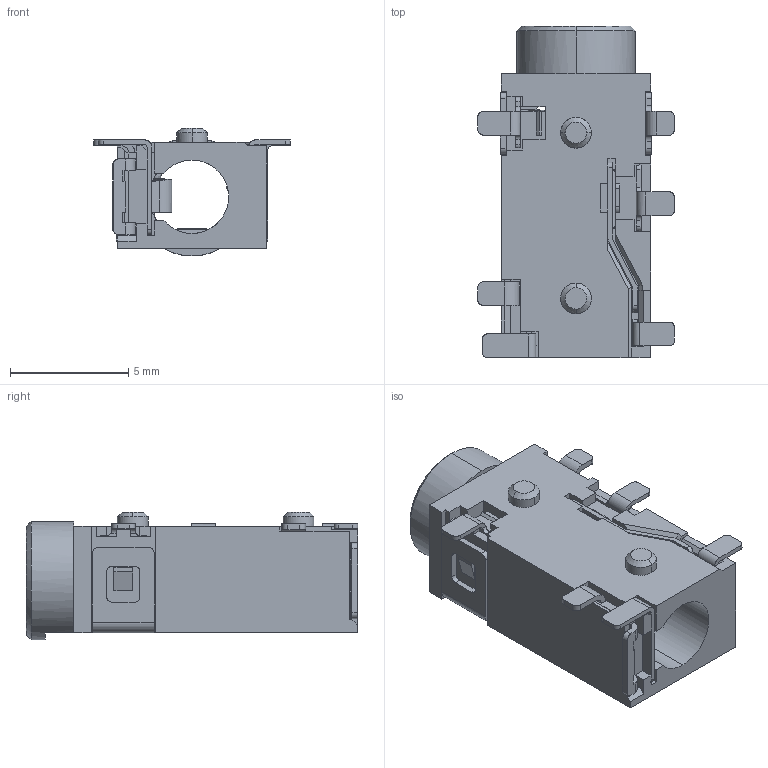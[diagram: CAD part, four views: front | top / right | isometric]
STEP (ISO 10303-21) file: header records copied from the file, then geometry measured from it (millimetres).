
FILE_DESCRIPTION(('STEP AP214'),'1');
FILE_NAME('sj2-35894d-smt-tr.stp','2018-08-15T08:49:15',('TraceParts'),('TraceParts S.A.'),'Spatial InterOp 3D',' ',' ');
FILE_SCHEMA(('automotive_design'));
Length unit declared in the file: millimetre
Products named in the file (2): sj2-35894d-smt-tr_1; sj2-35894d-smt-tr_2
Bounding box: 8.3 x 14 x 5.4 mm (x, y, z)
Volume: 234.2 mm3; surface area: 649.4 mm2
Topology: 2 solids, 6 shells, 469 faces, 1368 edges, 913 vertices
Faces by surface type: plane 316, cylinder 137, cone 8, bspline 8
Entity records: 21022 total; most frequent: CARTESIAN_POINT 5406, ORIENTED_EDGE 2728, DIRECTION 2037, EDGE_CURVE 1364, LINE 971, VECTOR 971, VERTEX_POINT 913, AXIS2_PLACEMENT_3D 533
